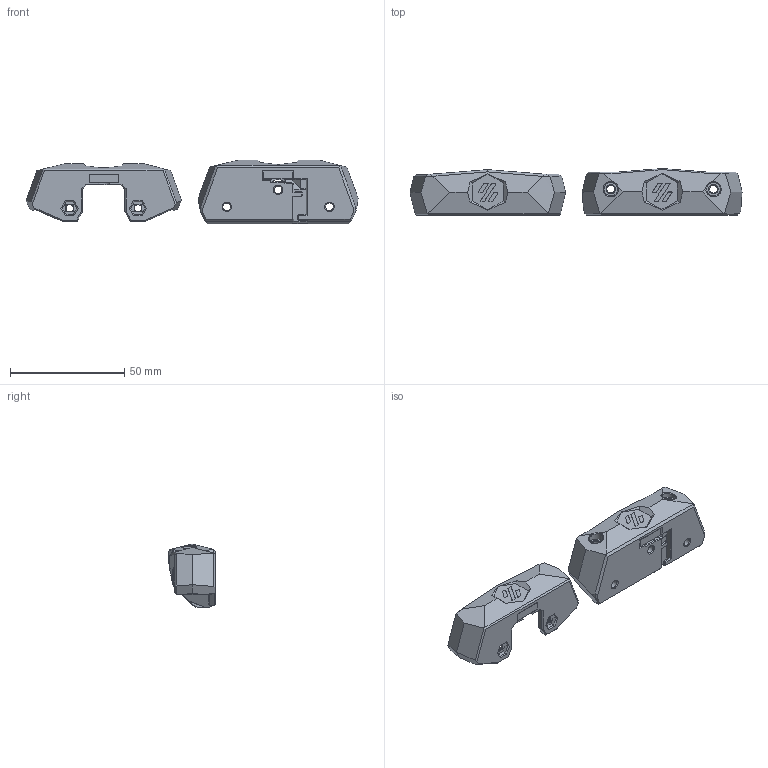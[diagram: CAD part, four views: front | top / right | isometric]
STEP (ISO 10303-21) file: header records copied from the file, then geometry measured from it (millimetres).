
FILE_DESCRIPTION(/* description */ (''),/* implementation_level */ '2;1');
FILE_NAME(/* name */ 'stealth_bed_front_v0.step',/* time_stamp */ '2022-08-04T16:10:26-04:00',/* author */ (''),/* organization */ (''),/* preprocessor_version */ 'ST-DEVELOPER v19',/* originating_system */ 'Autodesk Translation Framework v11.7.0.108',/* authorisation */ '');
FILE_SCHEMA (('AUTOMOTIVE_DESIGN { 1 0 10303 214 3 1 1 }'));
Length unit declared in the file: millimetre
Products named in the file (4): (Unsaved); Kirigami; Stock; Logo
Assembly tree (4 placements, depth 3):
  (Unsaved)
    Kirigami
      Logo
    Stock
      Logo
Bounding box: 145.51 x 20.54 x 27.99 mm (x, y, z)
Volume: 31480.1 mm3; surface area: 16384.5 mm2
Topology: 8 solids, 8 shells, 612 faces, 1611 edges, 1023 vertices
Faces by surface type: plane 506, cylinder 76, cone 19, bspline 11
Full cylindrical faces by diameter (mm): 3.2 x2, 3.4 x5, 6 x2, 7.27 x2, 9 x1
Entity records: 15689 total; most frequent: CARTESIAN_POINT 3627, ORIENTED_EDGE 2544, DIRECTION 2335, EDGE_CURVE 1272, LINE 1107, VECTOR 1107, VERTEX_POINT 801, AXIS2_PLACEMENT_3D 614
